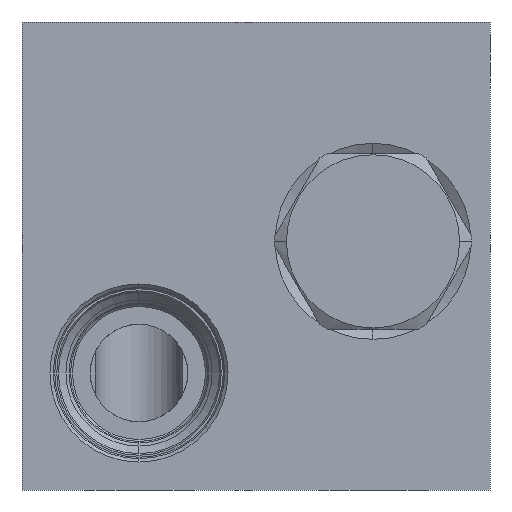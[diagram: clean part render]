
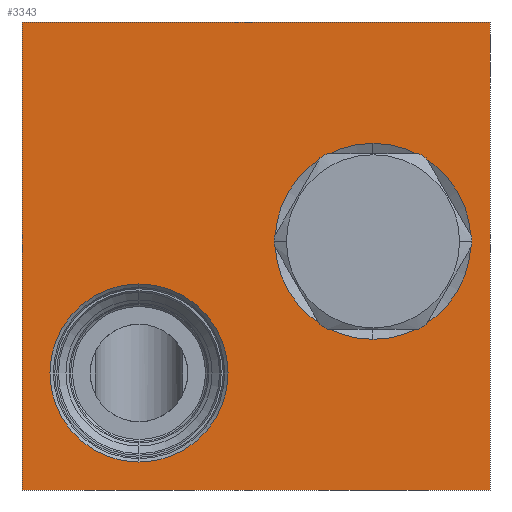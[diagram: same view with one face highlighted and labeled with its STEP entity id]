
A CAD part, left-side view. The second image highlights one B-rep face of the part: STEP entity #3343.
In plain terms, the highlighted planar face has unit normal (-1, 0, 0).
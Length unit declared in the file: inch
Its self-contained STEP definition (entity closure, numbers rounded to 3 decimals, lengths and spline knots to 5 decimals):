
#1=DIRECTION('',(0.,-1.,0.));
#2=VECTOR('',#1,3.);
#3=CARTESIAN_POINT('',(0.,0.,0.));
#4=LINE('',#3,#2);
#37=DIRECTION('',(0.,0.,1.));
#38=VECTOR('',#37,3.);
#39=CARTESIAN_POINT('',(0.,0.,0.));
#40=LINE('',#39,#38);
#41=CARTESIAN_POINT('',(0.,-2.25,1.594));
#42=DIRECTION('',(1.,0.,0.));
#43=DIRECTION('',(0.,0.,-1.));
#44=AXIS2_PLACEMENT_3D('',#41,#42,#43);
#46=CARTESIAN_POINT('',(0.,-2.25,1.594));
#47=DIRECTION('',(1.,0.,0.));
#48=DIRECTION('',(0.,0.,1.));
#49=AXIS2_PLACEMENT_3D('',#46,#47,#48);
#51=CARTESIAN_POINT('',(0.,-0.75,0.75));
#52=DIRECTION('',(1.,0.,0.));
#53=DIRECTION('',(0.,0.,-1.));
#54=AXIS2_PLACEMENT_3D('',#51,#52,#53);
#56=CARTESIAN_POINT('',(0.,-0.75,0.75));
#57=DIRECTION('',(1.,0.,0.));
#58=DIRECTION('',(0.,0.,1.));
#59=AXIS2_PLACEMENT_3D('',#56,#57,#58);
#109=DIRECTION('',(0.,0.,1.));
#110=VECTOR('',#109,3.);
#111=CARTESIAN_POINT('',(0.,-3.,0.));
#112=LINE('',#111,#110);
#133=DIRECTION('',(0.,-1.,0.));
#134=VECTOR('',#133,3.);
#135=CARTESIAN_POINT('',(0.,0.,3.));
#136=LINE('',#135,#134);
#2906=CARTESIAN_POINT('',(0.,0.,0.));
#2907=CARTESIAN_POINT('',(0.,-3.,0.));
#2908=VERTEX_POINT('',#2906);
#2909=VERTEX_POINT('',#2907);
#2914=CARTESIAN_POINT('',(0.,0.,3.));
#2915=CARTESIAN_POINT('',(0.,-3.,3.));
#2916=VERTEX_POINT('',#2914);
#2917=VERTEX_POINT('',#2915);
#3199=CARTESIAN_POINT('',(0.,-2.25,0.96571));
#3200=CARTESIAN_POINT('',(0.,-2.25,2.22229));
#3201=VERTEX_POINT('',#3199);
#3202=VERTEX_POINT('',#3200);
#3267=CARTESIAN_POINT('',(0.,-0.75,0.179));
#3268=CARTESIAN_POINT('',(0.,-0.75,1.321));
#3269=VERTEX_POINT('',#3267);
#3270=VERTEX_POINT('',#3268);
#3317=CARTESIAN_POINT('',(0.,0.,0.));
#3318=DIRECTION('',(-1.,0.,0.));
#3319=DIRECTION('',(0.,-1.,0.));
#3320=AXIS2_PLACEMENT_3D('',#3317,#3318,#3319);
#3321=PLANE('',#3320);
#3322=ORIENTED_EDGE('',*,*,#3294,.F.);
#3324=ORIENTED_EDGE('',*,*,#3323,.T.);
#3326=ORIENTED_EDGE('',*,*,#3325,.T.);
#3328=ORIENTED_EDGE('',*,*,#3327,.F.);
#3329=EDGE_LOOP('',(#3322,#3324,#3326,#3328));
#3330=FACE_OUTER_BOUND('',#3329,.F.);
#3332=ORIENTED_EDGE('',*,*,#3331,.F.);
#3334=ORIENTED_EDGE('',*,*,#3333,.F.);
#3335=EDGE_LOOP('',(#3332,#3334));
#3336=FACE_BOUND('',#3335,.F.);
#3338=ORIENTED_EDGE('',*,*,#3337,.F.);
#3340=ORIENTED_EDGE('',*,*,#3339,.F.);
#3341=EDGE_LOOP('',(#3338,#3340));
#3342=FACE_BOUND('',#3341,.F.);
#3343=ADVANCED_FACE('',(#3330,#3336,#3342),#3321,.T.);
#45=CIRCLE('',#44,0.62829);
#50=CIRCLE('',#49,0.62829);
#55=CIRCLE('',#54,0.571);
#60=CIRCLE('',#59,0.571);
#3294=EDGE_CURVE('',#2908,#2909,#4,.T.);
#3323=EDGE_CURVE('',#2908,#2916,#40,.T.);
#3325=EDGE_CURVE('',#2916,#2917,#136,.T.);
#3327=EDGE_CURVE('',#2909,#2917,#112,.T.);
#3331=EDGE_CURVE('',#3201,#3202,#45,.T.);
#3333=EDGE_CURVE('',#3202,#3201,#50,.T.);
#3337=EDGE_CURVE('',#3269,#3270,#55,.T.);
#3339=EDGE_CURVE('',#3270,#3269,#60,.T.);
